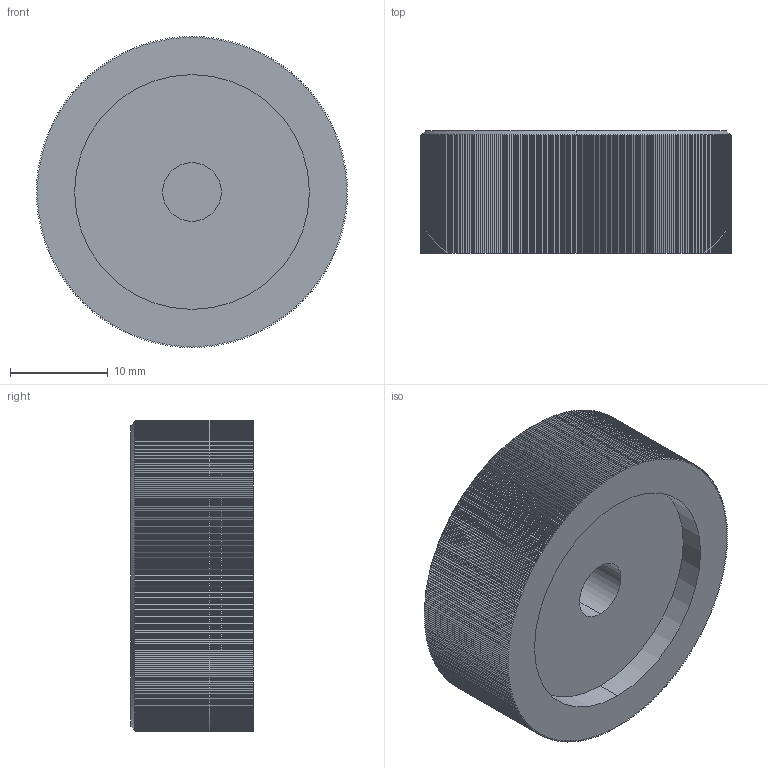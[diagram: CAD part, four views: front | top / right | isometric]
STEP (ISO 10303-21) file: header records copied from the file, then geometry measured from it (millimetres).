
FILE_DESCRIPTION (( 'STEP AP214' ), '1' );
FILE_NAME ('Volume Knob 32x13x6mm.STEP', '2023-10-28T23:46:16', ( '' ), ( '' ), 'SwSTEP 2.0', 'SolidWorks 2020', '' );
FILE_SCHEMA (( 'AUTOMOTIVE_DESIGN' ));
Length unit declared in the file: millimetre
Products named in the file (1): Volume Knob 32x13x6mm
Bounding box: 31.8 x 12.5 x 31.8 mm (x, y, z)
Volume: 8395 mm3; surface area: 3636.1 mm2
Topology: 1 solids, 1 shells, 1212 faces, 3624 edges, 2415 vertices
Faces by surface type: plane 804, cylinder 404, bspline 2, cone 2
Entity records: 41556 total; most frequent: CARTESIAN_POINT 9682, ORIENTED_EDGE 7244, DIRECTION 6052, EDGE_CURVE 3622, VERTEX_POINT 2415, AXIS2_PLACEMENT_3D 2023, VECTOR 2006, LINE 2006
